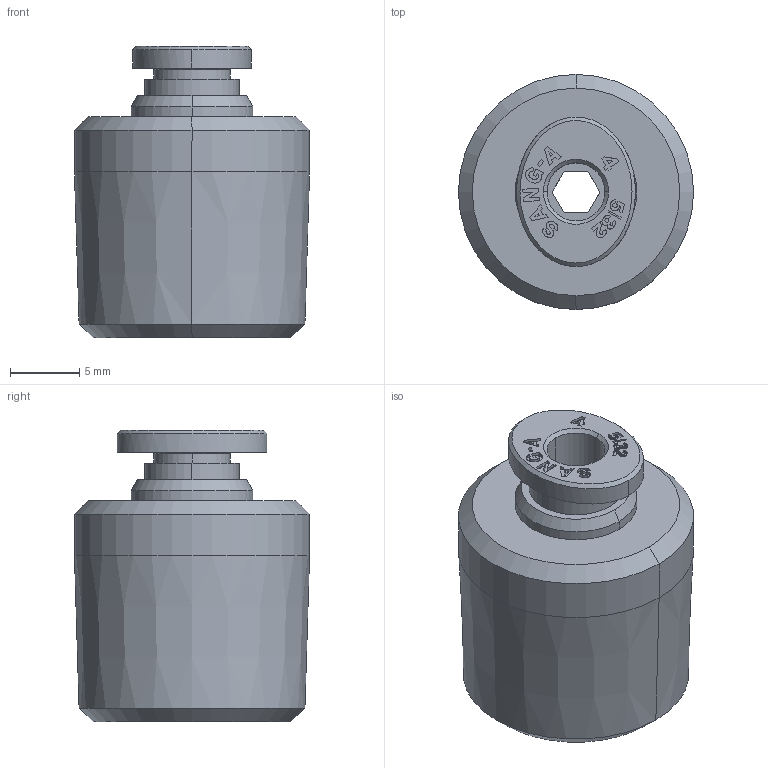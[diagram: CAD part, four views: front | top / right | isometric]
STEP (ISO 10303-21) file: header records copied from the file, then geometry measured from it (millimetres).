
FILE_DESCRIPTION((''),'2;1');
FILE_NAME('GPOC 0403(3D).stp','2012-12-26T18:13:35',(''),(''),'Mechanical Desktop.R8.0.24.0','Mechanical Desktop.R8.0.24.0',', , ');
FILE_SCHEMA(('CONFIG_CONTROL_DESIGN'));
Length unit declared in the file: millimetre
Products named in the file (2): GPOC 0403(3D); ºÎÇ°1
Assembly tree (1 placements, depth 2):
  GPOC 0403(3D)
    ºÎÇ°1
Bounding box: 17 x 17 x 21.1 mm (x, y, z)
Volume: 3347.8 mm3; surface area: 1688.6 mm2
Topology: 1 solids, 1 shells, 404 faces, 1136 edges, 753 vertices
Faces by surface type: plane 339, bspline 29, cylinder 20, cone 16
Entity records: 13531 total; most frequent: CARTESIAN_POINT 3015, ORIENTED_EDGE 2272, DIRECTION 1988, EDGE_CURVE 1136, VECTOR 1012, LINE 1012, VERTEX_POINT 753, AXIS2_PLACEMENT_3D 488
